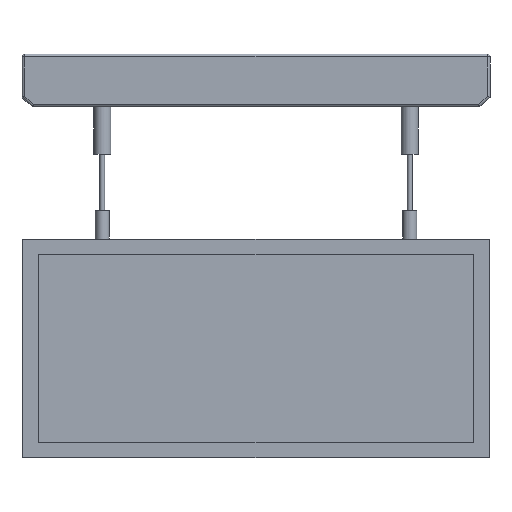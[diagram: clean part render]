
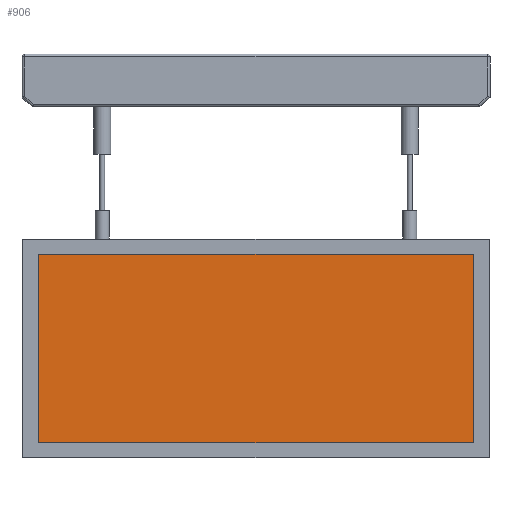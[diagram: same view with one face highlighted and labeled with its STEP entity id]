
A CAD part, front view. The second image highlights one B-rep face of the part: STEP entity #906.
In plain terms, the highlighted planar face has unit normal (0, -1, 0).
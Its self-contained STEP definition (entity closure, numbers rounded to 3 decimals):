
#321=ORIENTED_EDGE('',*,*,#438,.T.);
#322=ORIENTED_EDGE('',*,*,#441,.T.);
#323=ORIENTED_EDGE('',*,*,#443,.T.);
#324=ORIENTED_EDGE('',*,*,#444,.T.);
#438=EDGE_CURVE('',#516,#515,#586,.T.);
#441=EDGE_CURVE('',#515,#517,#589,.T.);
#443=EDGE_CURVE('',#517,#518,#591,.T.);
#444=EDGE_CURVE('',#518,#516,#592,.T.);
#515=VERTEX_POINT('',#1564);
#516=VERTEX_POINT('',#1566);
#517=VERTEX_POINT('',#1570);
#518=VERTEX_POINT('',#1574);
#586=LINE('',#1565,#659);
#589=LINE('',#1571,#662);
#591=LINE('',#1575,#664);
#592=LINE('',#1577,#665);
#659=VECTOR('',#1282,1000.);
#662=VECTOR('',#1287,1000.);
#664=VECTOR('',#1291,1000.);
#665=VECTOR('',#1294,1000.);
#738=EDGE_LOOP('',(#321,#322,#323,#324));
#815=FACE_BOUND('',#738,.T.);
#847=PLANE('',#1020);
#906=ADVANCED_FACE('',(#815),#847,.T.);
#1020=AXIS2_PLACEMENT_3D('',#1578,#1295,#1296);
#1282=DIRECTION('',(-1.,0.,0.));
#1287=DIRECTION('',(0.,0.,-1.));
#1291=DIRECTION('',(1.,0.,0.));
#1294=DIRECTION('',(0.,0.,1.));
#1295=DIRECTION('',(0.,-1.,0.));
#1296=DIRECTION('',(0.,0.,-1.));
#1564=CARTESIAN_POINT('',(-115.,-21.5,50.));
#1565=CARTESIAN_POINT('',(115.,-21.5,50.));
#1566=CARTESIAN_POINT('',(115.,-21.5,50.));
#1570=CARTESIAN_POINT('',(-115.,-21.5,-50.));
#1571=CARTESIAN_POINT('',(-115.,-21.5,50.));
#1574=CARTESIAN_POINT('',(115.,-21.5,-50.));
#1575=CARTESIAN_POINT('',(-115.,-21.5,-50.));
#1577=CARTESIAN_POINT('',(115.,-21.5,-50.));
#1578=CARTESIAN_POINT('',(0.,-21.5,0.));
